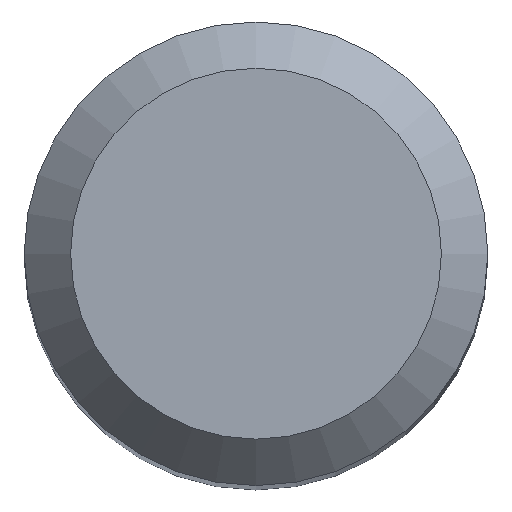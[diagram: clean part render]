
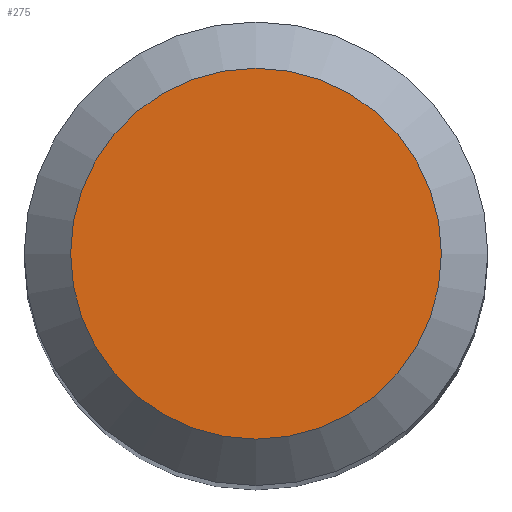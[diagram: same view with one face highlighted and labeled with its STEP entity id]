
A CAD part, top view. The second image highlights one B-rep face of the part: STEP entity #275.
In plain terms, the highlighted planar face has unit normal (0, 0, 1).
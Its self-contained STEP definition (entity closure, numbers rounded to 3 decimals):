
#41 = CARTESIAN_POINT ( 'NONE',  ( 0., 0., 0. ) ) ;
#42 = CIRCLE ( 'NONE', #76, 2.4 ) ;
#76 = AXIS2_PLACEMENT_3D ( 'NONE', #41, #193, #197 ) ;
#87 = CARTESIAN_POINT ( 'NONE',  ( 2.4, 0., 0. ) ) ;
#110 = DIRECTION ( 'NONE',  ( 0., 0., 1. ) ) ;
#172 = FACE_OUTER_BOUND ( 'NONE', #176, .T. ) ;
#176 = EDGE_LOOP ( 'NONE', ( #201 ) ) ;
#182 = AXIS2_PLACEMENT_3D ( 'NONE', #213, #110, #244 ) ;
#193 = DIRECTION ( 'NONE',  ( 0., 0., 1. ) ) ;
#197 = DIRECTION ( 'NONE',  ( 1., 0., 0. ) ) ;
#201 = ORIENTED_EDGE ( 'NONE', *, *, #262, .T. ) ;
#212 = PLANE ( 'NONE',  #182 ) ;
#213 = CARTESIAN_POINT ( 'NONE',  ( 0., 0., 0. ) ) ;
#240 = VERTEX_POINT ( 'NONE', #87 ) ;
#244 = DIRECTION ( 'NONE',  ( 1., 0., 0. ) ) ;
#262 = EDGE_CURVE ( 'NONE', #240, #240, #42, .T. ) ;
#275 = ADVANCED_FACE ( 'NONE', ( #172 ), #212, .T. ) ;
